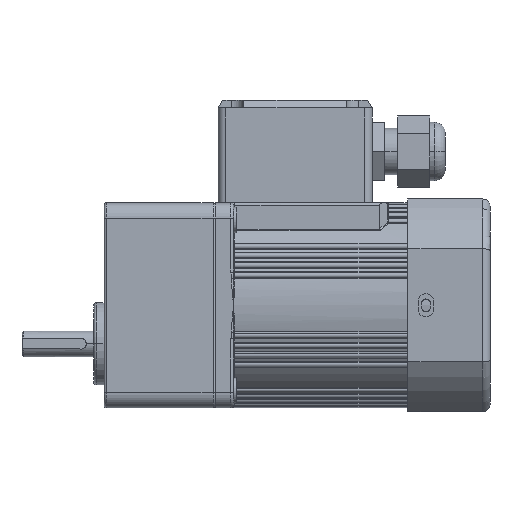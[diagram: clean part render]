
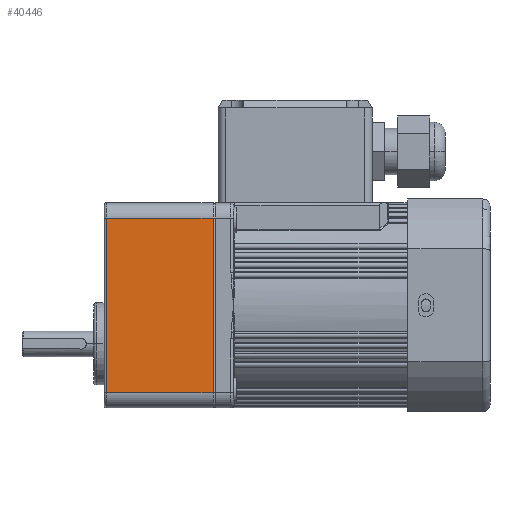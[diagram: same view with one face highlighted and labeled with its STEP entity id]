
A CAD part, left-side view. The second image highlights one B-rep face of the part: STEP entity #40446.
In plain terms, the highlighted face is planar.
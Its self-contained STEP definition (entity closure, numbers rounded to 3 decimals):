
#1594 = EDGE_CURVE ( 'NONE', #8558, #30829, #26484, .T. ) ;
#1709 = CARTESIAN_POINT ( 'NONE',  ( 40., 34., -1. ) ) ;
#5116 = CARTESIAN_POINT ( 'NONE',  ( 40., 34., -43.5 ) ) ;
#5608 = VERTEX_POINT ( 'NONE', #43381 ) ;
#7440 = AXIS2_PLACEMENT_3D ( 'NONE', #7605, #39820, #17826 ) ;
#7605 = CARTESIAN_POINT ( 'NONE',  ( 40., 34., -43.5 ) ) ;
#8030 = ORIENTED_EDGE ( 'NONE', *, *, #1594, .T. ) ;
#8404 = DIRECTION ( 'NONE',  ( 0., -1., 0. ) ) ;
#8558 = VERTEX_POINT ( 'NONE', #11864 ) ;
#9109 = VECTOR ( 'NONE', #8404, 1000. ) ;
#9148 = EDGE_CURVE ( 'NONE', #5608, #30829, #27390, .T. ) ;
#10635 = CARTESIAN_POINT ( 'NONE',  ( 40., 34., -42.5 ) ) ;
#11098 = PLANE ( 'NONE',  #7440 ) ;
#11445 = CARTESIAN_POINT ( 'NONE',  ( 40., 34., -42.5 ) ) ;
#11864 = CARTESIAN_POINT ( 'NONE',  ( 40., 34., -1. ) ) ;
#11870 = VECTOR ( 'NONE', #34815, 1000. ) ;
#14249 = CARTESIAN_POINT ( 'NONE',  ( 40., -34., -1. ) ) ;
#14794 = DIRECTION ( 'NONE',  ( 0., 1., 0. ) ) ;
#14982 = ORIENTED_EDGE ( 'NONE', *, *, #9148, .F. ) ;
#15775 = LINE ( 'NONE', #5116, #32587 ) ;
#16985 = VECTOR ( 'NONE', #14794, 1000. ) ;
#17826 = DIRECTION ( 'NONE',  ( 0., 1., 0. ) ) ;
#19622 = EDGE_CURVE ( 'NONE', #5608, #21361, #35441, .T. ) ;
#21126 = CARTESIAN_POINT ( 'NONE',  ( 40., -34., -43.5 ) ) ;
#21361 = VERTEX_POINT ( 'NONE', #11445 ) ;
#23990 = EDGE_CURVE ( 'NONE', #21361, #8558, #15775, .T. ) ;
#25687 = FACE_OUTER_BOUND ( 'NONE', #41571, .T. ) ;
#26484 = LINE ( 'NONE', #1709, #9109 ) ;
#27390 = LINE ( 'NONE', #21126, #11870 ) ;
#30829 = VERTEX_POINT ( 'NONE', #14249 ) ;
#32587 = VECTOR ( 'NONE', #34080, 1000. ) ;
#34080 = DIRECTION ( 'NONE',  ( 0., 0., 1. ) ) ;
#34815 = DIRECTION ( 'NONE',  ( 0., 0., 1. ) ) ;
#35441 = LINE ( 'NONE', #10635, #16985 ) ;
#39820 = DIRECTION ( 'NONE',  ( 1., 0., 0. ) ) ;
#40446 = ADVANCED_FACE ( 'NONE', ( #25687 ), #11098, .T. ) ;
#41571 = EDGE_LOOP ( 'NONE', ( #14982, #45793, #43044, #8030 ) ) ;
#43044 = ORIENTED_EDGE ( 'NONE', *, *, #23990, .T. ) ;
#43381 = CARTESIAN_POINT ( 'NONE',  ( 40., -34., -42.5 ) ) ;
#45793 = ORIENTED_EDGE ( 'NONE', *, *, #19622, .T. ) ;
